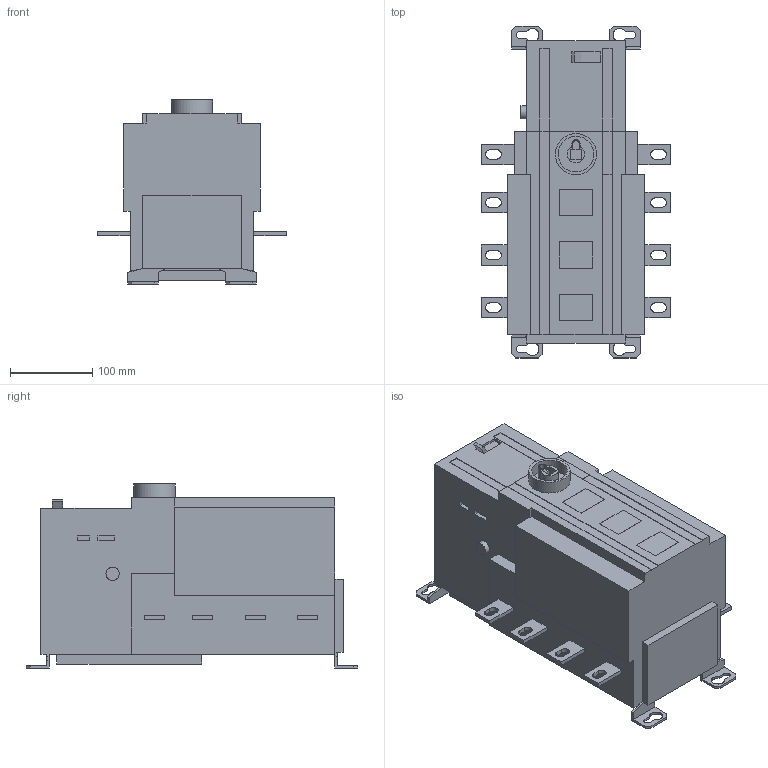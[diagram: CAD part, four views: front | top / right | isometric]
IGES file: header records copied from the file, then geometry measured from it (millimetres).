
Global section: file name: OSM400D3N3.igs; preprocessor: I-DEAS 3D IGES Translator 11; date: 20090113.101023; units: millimetre
Bounding box: 230 x 403.5 x 223.69 mm (x, y, z)
Volume: 9905566.9 mm3; surface area: 350324.1 mm2
Topology: 1 solids, 1 shells, 265 faces, 833 edges, 705 vertices
Faces by surface type: bspline 265
